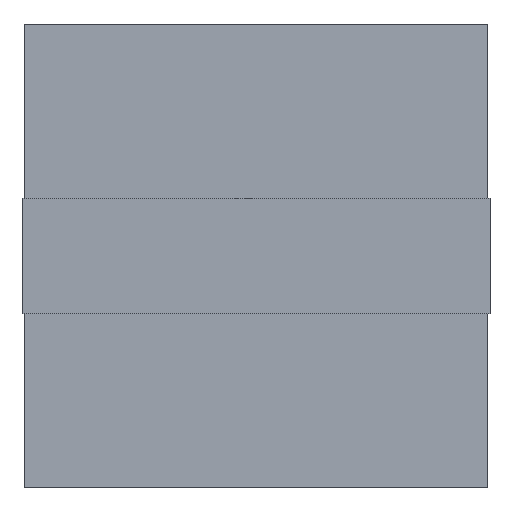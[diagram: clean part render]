
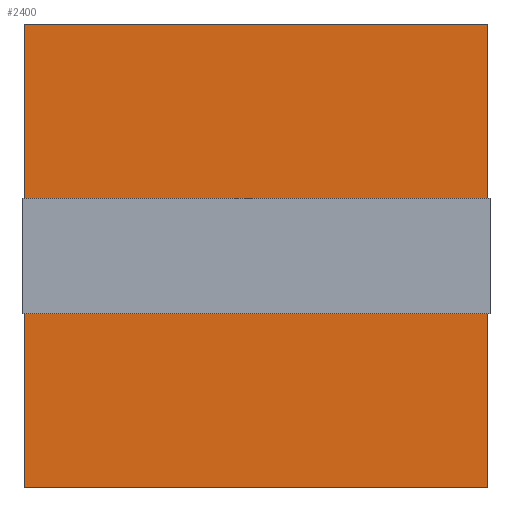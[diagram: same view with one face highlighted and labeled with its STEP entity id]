
A CAD part, front view. The second image highlights one B-rep face of the part: STEP entity #2400.
In plain terms, the highlighted planar face has unit normal (0, -1, 0).
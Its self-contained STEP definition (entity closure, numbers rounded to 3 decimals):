
#93=FACE_OUTER_BOUND('',#248,.T.);
#248=EDGE_LOOP('',(#1663,#1664,#1665,#1666));
#492=LINE('',#3677,#745);
#504=LINE('',#3704,#757);
#505=LINE('',#3707,#758);
#506=LINE('',#3708,#759);
#745=VECTOR('',#3008,10.);
#757=VECTOR('',#3032,10.);
#758=VECTOR('',#3035,10.);
#759=VECTOR('',#3036,10.);
#972=VERTEX_POINT('',#3675);
#973=VERTEX_POINT('',#3676);
#982=VERTEX_POINT('',#3702);
#983=VERTEX_POINT('',#3706);
#1206=EDGE_CURVE('',#972,#973,#492,.T.);
#1220=EDGE_CURVE('',#973,#982,#504,.T.);
#1221=EDGE_CURVE('',#982,#983,#505,.T.);
#1222=EDGE_CURVE('',#972,#983,#506,.T.);
#1663=ORIENTED_EDGE('',*,*,#1221,.T.);
#1664=ORIENTED_EDGE('',*,*,#1222,.F.);
#1665=ORIENTED_EDGE('',*,*,#1206,.T.);
#1666=ORIENTED_EDGE('',*,*,#1220,.T.);
#2107=PLANE('',#2616);
#2400=ADVANCED_FACE('',(#93),#2107,.T.);
#2616=AXIS2_PLACEMENT_3D('',#3705,#3033,#3034);
#3008=DIRECTION('',(1.,0.,0.));
#3032=DIRECTION('',(0.,0.,1.));
#3033=DIRECTION('center_axis',(0.,-1.,0.));
#3034=DIRECTION('ref_axis',(0.,0.,
-1.));
#3035=DIRECTION('',(-1.,0.,0.));
#3036=DIRECTION('',(0.,0.,1.));
#3675=CARTESIAN_POINT('',(-20.,0.,-20.));
#3676=CARTESIAN_POINT('',(20.,0.,-20.));
#3677=CARTESIAN_POINT('',(-20.,0.,-20.));
#3702=CARTESIAN_POINT('',(20.,0.,20.));
#3704=CARTESIAN_POINT('',(20.,0.,0.));
#3705=CARTESIAN_POINT('Origin',(20.,0.,0.));
#3706=CARTESIAN_POINT('',(-20.,0.,20.));
#3707=CARTESIAN_POINT('',(-20.,0.,20.));
#3708=CARTESIAN_POINT('',(-20.,0.,0.));
